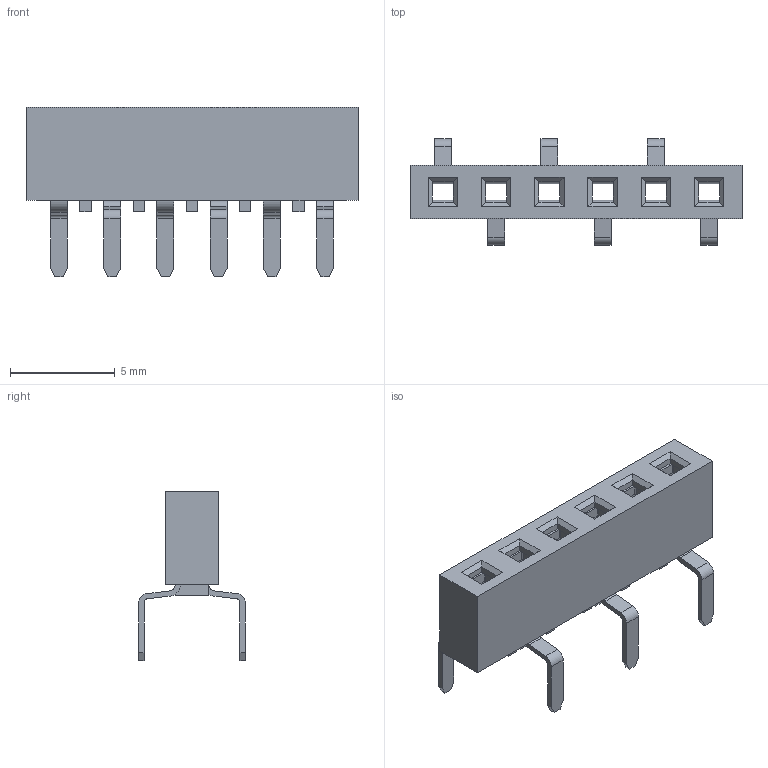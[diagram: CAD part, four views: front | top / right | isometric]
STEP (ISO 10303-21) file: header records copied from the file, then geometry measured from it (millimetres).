
FILE_DESCRIPTION(/* description */ ('Unknown'),/* implementation_level */ '2;1');
FILE_NAME(/* name */ 'J_Wurth_WR-PHD_61300615721',/* time_stamp */ '2025-04-18T09:53:27+08:00',/* author */ ('Unknown'),/* organization */ ('Unknown'),/* preprocessor_version */ 'ST-DEVELOPER v19.4',/* originating_system */ 'Solid Edge',/* authorisation */ 'Unknown');
FILE_SCHEMA (('AUTOMOTIVE_DESIGN {1 0 10303 214 3 1 1}'));
Length unit declared in the file: millimetre
Products named in the file (2): J_Wurth_WR-PHD_61300615721
Assembly tree (1 placements, depth 2):
  J_Wurth_WR-PHD_61300615721
    J_Wurth_WR-PHD_61300615721
Bounding box: 15.84 x 5.08 x 8.1 mm (x, y, z)
Volume: 133 mm3; surface area: 754.1 mm2
Topology: 7 solids, 7 shells, 735 faces, 1984 edges, 1252 vertices
Faces by surface type: plane 447, cylinder 276, bspline 6, torus 6
Full cylindrical faces by diameter (mm): 0.01 x6, 0.51 x6
Entity records: 23004 total; most frequent: CARTESIAN_POINT 4663, ORIENTED_EDGE 3896, DIRECTION 3686, EDGE_CURVE 1948, LINE 1288, VECTOR 1288, VERTEX_POINT 1240, AXIS2_PLACEMENT_3D 1199
